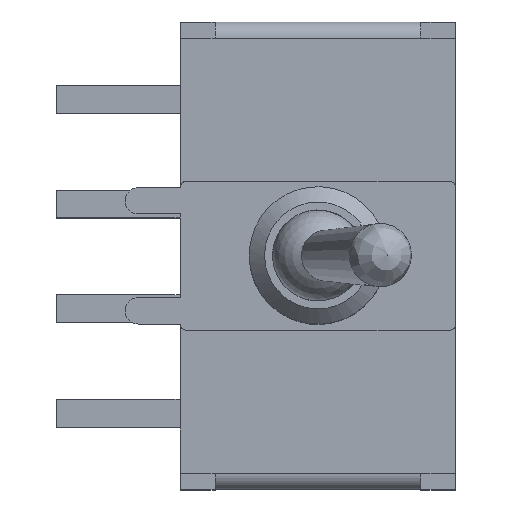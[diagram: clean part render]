
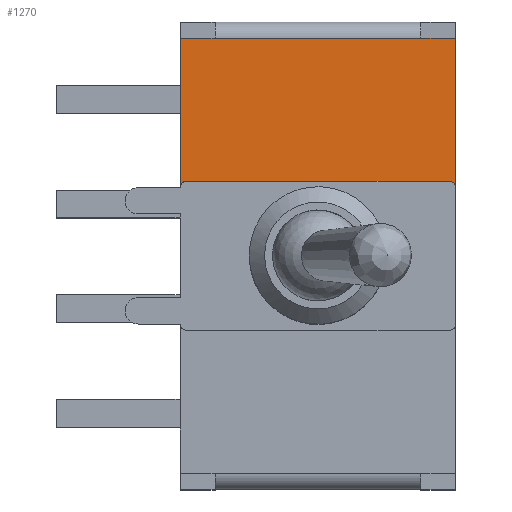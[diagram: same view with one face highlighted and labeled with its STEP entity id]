
A CAD part, top view. The second image highlights one B-rep face of the part: STEP entity #1270.
In plain terms, the highlighted planar face has unit normal (0, 0, 1).
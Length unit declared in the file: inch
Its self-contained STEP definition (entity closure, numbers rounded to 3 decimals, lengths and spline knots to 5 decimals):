
#528=CARTESIAN_POINT('',(-0.25,0.1252,0.41496));
#529=VERTEX_POINT('',#528);
#530=CARTESIAN_POINT('',(-0.24016,0.13504,0.41496));
#531=VERTEX_POINT('',#530);
#532=CARTESIAN_POINT('',(-0.24016,0.1252,0.41496));
#533=DIRECTION('',(0.0,0.0,-1.0));
#534=DIRECTION('',(-0.707,0.707,0.0));
#535=AXIS2_PLACEMENT_3D('',#532,#533,#534);
#536=CIRCLE('',#535,0.00984);
#537=EDGE_CURVE('',#529,#531,#536,.T.);
#585=CARTESIAN_POINT('',(0.24016,0.13504,0.41496));
#586=VERTEX_POINT('',#585);
#587=CARTESIAN_POINT('',(0.25,0.1252,0.41496));
#588=VERTEX_POINT('',#587);
#589=CARTESIAN_POINT('',(0.24016,0.1252,0.41496));
#590=DIRECTION('',(0.0,0.0,-1.0));
#591=DIRECTION('',(0.707,0.707,0.0));
#592=AXIS2_PLACEMENT_3D('',#589,#590,#591);
#593=CIRCLE('',#592,0.00984);
#594=EDGE_CURVE('',#586,#588,#593,.T.);
#620=CARTESIAN_POINT('',(-0.24016,0.13504,0.41496));
#621=DIRECTION('',(1.0,0.0,0.0));
#622=VECTOR('',#621,0.48031);
#623=LINE('',#620,#622);
#624=EDGE_CURVE('',#531,#586,#623,.T.);
#1222=CARTESIAN_POINT('',(-0.275,0.1117,0.41496));
#1223=DIRECTION('',(0.0,0.0,1.0));
#1224=DIRECTION('',(1.0,0.0,0.0));
#1225=AXIS2_PLACEMENT_3D('',#1222,#1223,#1224);
#1226=PLANE('',#1225);
#1227=ORIENTED_EDGE('',*,*,#537,.T.);
#1228=ORIENTED_EDGE('',*,*,#624,.T.);
#1229=ORIENTED_EDGE('',*,*,#594,.T.);
#1230=CARTESIAN_POINT('',(0.25,0.39508,0.41496));
#1231=VERTEX_POINT('',#1230);
#1232=CARTESIAN_POINT('',(0.25,0.1252,0.41496));
#1233=DIRECTION('',(0.0,1.0,0.0));
#1234=VECTOR('',#1233,0.26988);
#1235=LINE('',#1232,#1234);
#1236=EDGE_CURVE('',#588,#1231,#1235,.T.);
#1237=ORIENTED_EDGE('',*,*,#1236,.T.);
#1238=CARTESIAN_POINT('',(0.18701,0.39508,0.41496));
#1239=VERTEX_POINT('',#1238);
#1240=CARTESIAN_POINT('',(0.18701,0.39508,0.41496));
#1241=DIRECTION('',(1.0,0.0,0.0));
#1242=VECTOR('',#1241,0.06299);
#1243=LINE('',#1240,#1242);
#1244=EDGE_CURVE('',#1239,#1231,#1243,.T.);
#1245=ORIENTED_EDGE('',*,*,#1244,.F.);
#1246=CARTESIAN_POINT('',(-0.18701,0.39508,0.41496));
#1247=VERTEX_POINT('',#1246);
#1248=CARTESIAN_POINT('',(0.18701,0.39508,0.41496));
#1249=DIRECTION('',(-1.0,0.0,0.0));
#1250=VECTOR('',#1249,0.37402);
#1251=LINE('',#1248,#1250);
#1252=EDGE_CURVE('',#1239,#1247,#1251,.T.);
#1253=ORIENTED_EDGE('',*,*,#1252,.T.);
#1254=CARTESIAN_POINT('',(-0.25,0.39508,0.41496));
#1255=VERTEX_POINT('',#1254);
#1256=CARTESIAN_POINT('',(-0.18701,0.39508,0.41496));
#1257=DIRECTION('',(-1.0,0.0,0.0));
#1258=VECTOR('',#1257,0.06299);
#1259=LINE('',#1256,#1258);
#1260=EDGE_CURVE('',#1247,#1255,#1259,.T.);
#1261=ORIENTED_EDGE('',*,*,#1260,.T.);
#1262=CARTESIAN_POINT('',(-0.25,0.39508,0.41496));
#1263=DIRECTION('',(0.0,-1.0,0.0));
#1264=VECTOR('',#1263,0.26988);
#1265=LINE('',#1262,#1264);
#1266=EDGE_CURVE('',#1255,#529,#1265,.T.);
#1267=ORIENTED_EDGE('',*,*,#1266,.T.);
#1268=EDGE_LOOP('',(#1227,#1228,#1229,#1237,#1245,#1253,#1261,#1267));
#1269=FACE_OUTER_BOUND('',#1268,.T.);
#1270=ADVANCED_FACE('',(#1269),#1226,.T.);
